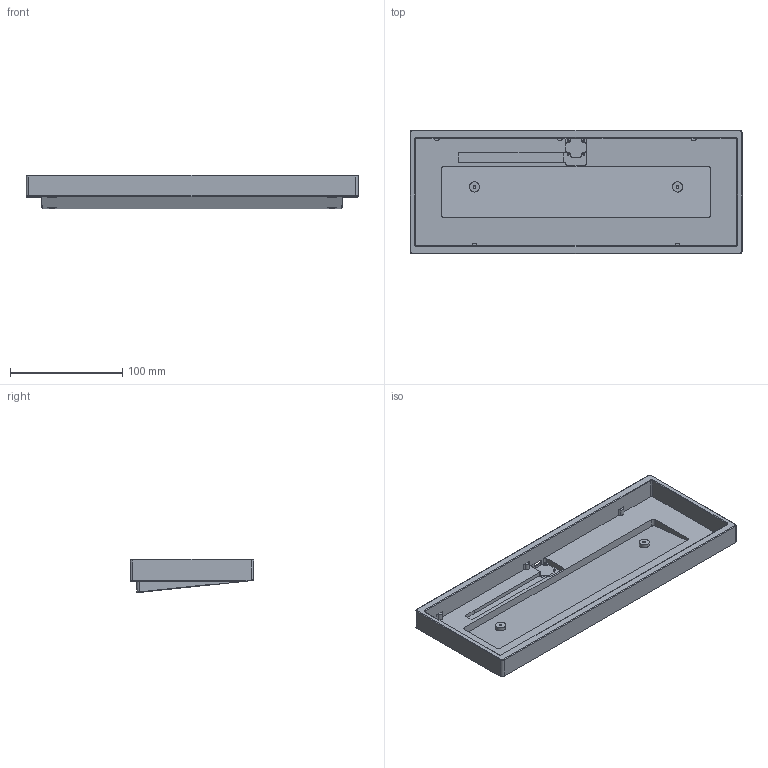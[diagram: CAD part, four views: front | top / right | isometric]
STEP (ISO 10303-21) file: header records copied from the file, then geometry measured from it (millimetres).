
FILE_DESCRIPTION(/* description */ ('STEP AP214'),/* implementation_level */ '2;1');
FILE_NAME(/* name */ '603269cbfb22ce154c573ecc',/* time_stamp */ '2021-02-21T14:10:20+00:00',/* author */ (''),/* organization */ (''),/* preprocessor_version */ 'ST-DEVELOPER v18.1',/* originating_system */ ' ',/* authorisation */ ' ');
FILE_SCHEMA (('AUTOMOTIVE_DESIGN {1 0 10303 214 3 1 1}'));
Length unit declared in the file: metre
Products named in the file (1): Case
Bounding box: 295.7 x 110.2 x 29.56 mm (x, y, z)
Volume: 210301.9 mm3; surface area: 101804.9 mm2
Topology: 1 solids, 1 shells, 180 faces, 469 edges, 299 vertices
Faces by surface type: plane 83, cylinder 73, cone 20, bspline 4
Full cylindrical faces by diameter (mm): 1.6 x4, 2.5 x2, 8.3 x4, 9 x2
Entity records: 5459 total; most frequent: CARTESIAN_POINT 1041, DIRECTION 935, ORIENTED_EDGE 882, EDGE_CURVE 441, AXIS2_PLACEMENT_3D 333, VERTEX_POINT 295, LINE 269, VECTOR 269
